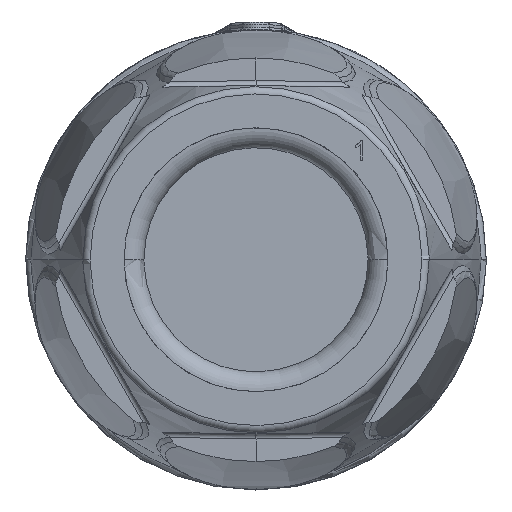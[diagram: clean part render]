
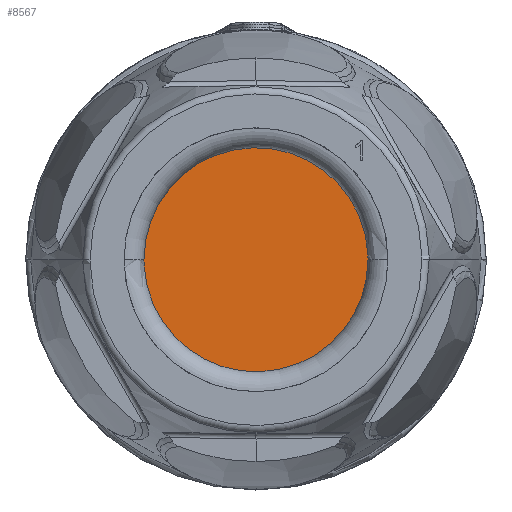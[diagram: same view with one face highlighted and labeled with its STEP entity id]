
A CAD part, left-side view. The second image highlights one B-rep face of the part: STEP entity #8567.
In plain terms, the highlighted planar face has unit normal (-1, 0, 0).
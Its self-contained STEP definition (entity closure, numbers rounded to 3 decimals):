
#1569=CARTESIAN_POINT('',(-35.,0.,0.));
#1570=DIRECTION('',(1.,0.,0.));
#1571=DIRECTION('',(0.,1.,0.));
#1572=AXIS2_PLACEMENT_3D('',#1569,#1570,#1571);
#1574=CARTESIAN_POINT('',(-35.,0.,0.));
#1575=DIRECTION('',(1.,0.,0.));
#1576=DIRECTION('',(0.,-0.998,0.065));
#1577=AXIS2_PLACEMENT_3D('',#1574,#1575,#1576);
#1579=CARTESIAN_POINT('',(-35.,0.,0.));
#1580=DIRECTION('',(1.,0.,0.));
#1581=DIRECTION('',(0.,-1.,0.));
#1582=AXIS2_PLACEMENT_3D('',#1579,#1580,#1581);
#1584=CARTESIAN_POINT('',(-35.,0.,0.));
#1585=DIRECTION('',(1.,0.,0.));
#1586=DIRECTION('',(0.,0.998,-0.065));
#1587=AXIS2_PLACEMENT_3D('',#1584,#1585,#1586);
#5619=CARTESIAN_POINT('',(-35.,-4.491,0.292));
#5620=CARTESIAN_POINT('',(-35.,-4.5,0.));
#5621=VERTEX_POINT('',#5619);
#5622=VERTEX_POINT('',#5620);
#5623=CARTESIAN_POINT('',(-35.,4.5,0.));
#5624=VERTEX_POINT('',#5623);
#5625=CARTESIAN_POINT('',(-35.,4.491,-0.292));
#5626=VERTEX_POINT('',#5625);
#8554=CARTESIAN_POINT('',(-35.,0.,0.));
#8555=DIRECTION('',(1.,0.,0.));
#8556=DIRECTION('',(0.,0.,-1.));
#8557=AXIS2_PLACEMENT_3D('',#8554,#8555,#8556);
#8558=PLANE('',#8557);
#8559=ORIENTED_EDGE('',*,*,#8536,.T.);
#8560=ORIENTED_EDGE('',*,*,#8534,.T.);
#8562=ORIENTED_EDGE('',*,*,#8561,.T.);
#8564=ORIENTED_EDGE('',*,*,#8563,.T.);
#8565=EDGE_LOOP('',(#8559,#8560,#8562,#8564));
#8566=FACE_OUTER_BOUND('',#8565,.F.);
#8567=ADVANCED_FACE('',(#8566),#8558,.F.);
#1573=CIRCLE('',#1572,4.5);
#1578=CIRCLE('',#1577,4.5);
#1583=CIRCLE('',#1582,4.5);
#1588=CIRCLE('',#1587,4.5);
#8534=EDGE_CURVE('',#5621,#5622,#1578,.T.);
#8536=EDGE_CURVE('',#5624,#5621,#1573,.T.);
#8561=EDGE_CURVE('',#5622,#5626,#1583,.T.);
#8563=EDGE_CURVE('',#5626,#5624,#1588,.T.);
